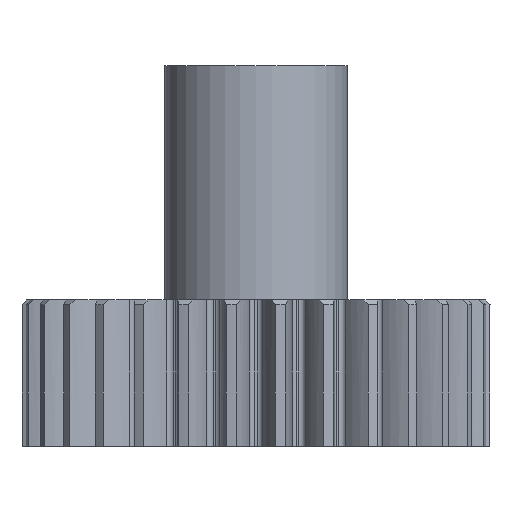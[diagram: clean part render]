
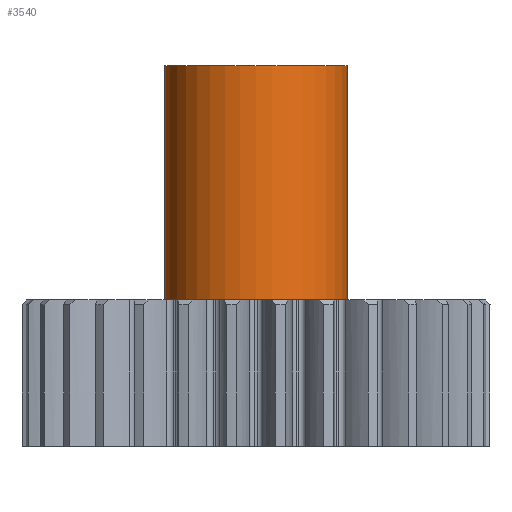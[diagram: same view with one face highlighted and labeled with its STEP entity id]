
A CAD part, left-side view. The second image highlights one B-rep face of the part: STEP entity #3540.
In plain terms, the highlighted cylindrical face has radius 3.125 mm (diameter 6.25 mm), a partial arc.
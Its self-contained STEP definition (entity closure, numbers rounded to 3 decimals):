
#83 = VERTEX_POINT ( 'NONE', #5813 ) ;
#107 = FACE_OUTER_BOUND ( 'NONE', #5985, .T. ) ;
#290 = CIRCLE ( 'NONE', #528, 3.125 ) ;
#394 = VERTEX_POINT ( 'NONE', #1207 ) ;
#528 = AXIS2_PLACEMENT_3D ( 'NONE', #7730, #1738, #1216 ) ;
#552 = VERTEX_POINT ( 'NONE', #871 ) ;
#568 = EDGE_CURVE ( 'NONE', #7765, #552, #5593, .T. ) ;
#576 = EDGE_CURVE ( 'NONE', #83, #552, #6951, .T. ) ;
#583 = ORIENTED_EDGE ( 'NONE', *, *, #1111, .T. ) ;
#727 = DIRECTION ( 'NONE',  ( 0., 0., -1. ) ) ;
#871 = CARTESIAN_POINT ( 'NONE',  ( 0., -3.125, 0. ) ) ;
#992 = ORIENTED_EDGE ( 'NONE', *, *, #568, .T. ) ;
#1111 = EDGE_CURVE ( 'NONE', #83, #394, #290, .T. ) ;
#1207 = CARTESIAN_POINT ( 'NONE',  ( 0., 3.125, 8. ) ) ;
#1216 = DIRECTION ( 'NONE',  ( -1., 0., 0. ) ) ;
#1461 = CARTESIAN_POINT ( 'NONE',  ( 0., 3.125, 0. ) ) ;
#1738 = DIRECTION ( 'NONE',  ( 0., 0., -1. ) ) ;
#1877 = DIRECTION ( 'NONE',  ( 0., 1., 0. ) ) ;
#2485 = ORIENTED_EDGE ( 'NONE', *, *, #5256, .T. ) ;
#2652 = CARTESIAN_POINT ( 'NONE',  ( 0., -3.125, 8. ) ) ;
#2693 = DIRECTION ( 'NONE',  ( 0., -1., 0. ) ) ;
#2813 = DIRECTION ( 'NONE',  ( 0., 0., -1. ) ) ;
#3295 = CARTESIAN_POINT ( 'NONE',  ( 0., 0., 0. ) ) ;
#3306 = VECTOR ( 'NONE', #5085, 1000. ) ;
#3540 = ADVANCED_FACE ( 'NONE', ( #107 ), #6248, .T. ) ;
#3738 = CARTESIAN_POINT ( 'NONE',  ( 0., 3.125, 8. ) ) ;
#4019 = ORIENTED_EDGE ( 'NONE', *, *, #576, .F. ) ;
#4327 = LINE ( 'NONE', #3738, #7379 ) ;
#4491 = DIRECTION ( 'NONE',  ( 0., 0., 1. ) ) ;
#4705 = AXIS2_PLACEMENT_3D ( 'NONE', #3295, #4491, #2693 ) ;
#5085 = DIRECTION ( 'NONE',  ( 0., 0., -1. ) ) ;
#5256 = EDGE_CURVE ( 'NONE', #394, #7765, #4327, .T. ) ;
#5593 = CIRCLE ( 'NONE', #4705, 3.125 ) ;
#5813 = CARTESIAN_POINT ( 'NONE',  ( 0., -3.125, 8. ) ) ;
#5985 = EDGE_LOOP ( 'NONE', ( #4019, #583, #2485, #992 ) ) ;
#6248 = CYLINDRICAL_SURFACE ( 'NONE', #6728, 3.125 ) ;
#6285 = CARTESIAN_POINT ( 'NONE',  ( 0., 0., 8. ) ) ;
#6728 = AXIS2_PLACEMENT_3D ( 'NONE', #6285, #727, #1877 ) ;
#6951 = LINE ( 'NONE', #2652, #3306 ) ;
#7379 = VECTOR ( 'NONE', #2813, 1000. ) ;
#7730 = CARTESIAN_POINT ( 'NONE',  ( 0., 0., 8. ) ) ;
#7765 = VERTEX_POINT ( 'NONE', #1461 ) ;
